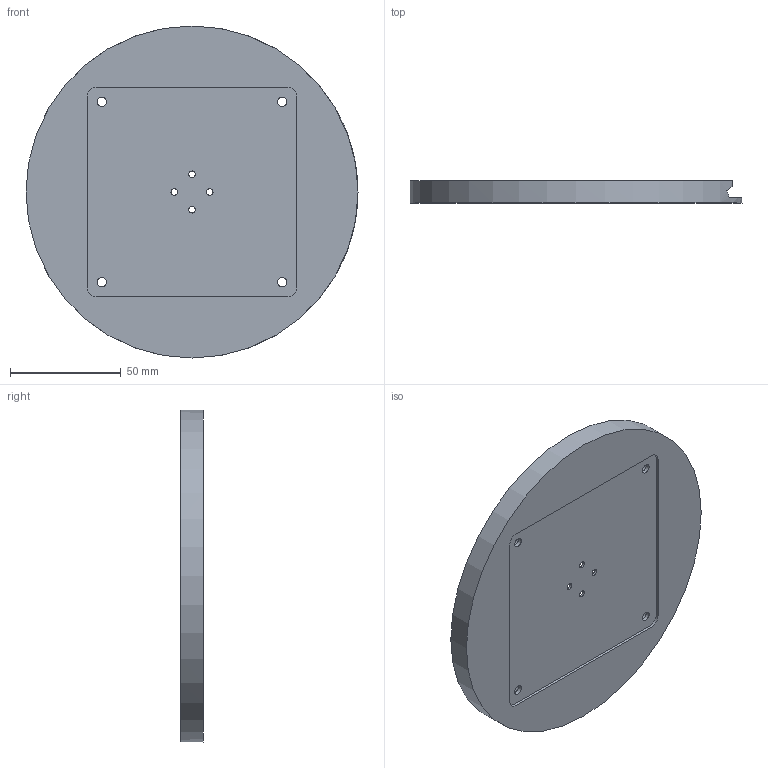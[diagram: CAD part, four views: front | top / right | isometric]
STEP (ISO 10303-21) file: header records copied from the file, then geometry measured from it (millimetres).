
FILE_DESCRIPTION(/* description */ ('STEP AP214'),/* implementation_level */ '2;1');
FILE_NAME(/* name */ '6876f847cc95e74f1a4e5bc2',/* time_stamp */ '2025-07-16T00:54:32Z',/* author */ (''),/* organization */ (''),/* preprocessor_version */ 'ST-DEVELOPER v20',/* originating_system */ 'ONSHAPE BY PTC INC, 1.200',/* authorisation */ ' ');
FILE_SCHEMA (('AUTOMOTIVE_DESIGN {1 0 10303 214 3 1 1}'));
Length unit declared in the file: metre
Products named in the file (1): Base_Inferior_Ofi v12
Bounding box: 150 x 10 x 150 mm (x, y, z)
Volume: 104394.7 mm3; surface area: 45239 mm2
Topology: 1 solids, 1 shells, 36 faces, 95 edges, 66 vertices
Faces by surface type: plane 19, cylinder 17
Full cylindrical faces by diameter (mm): 3 x4, 4.2 x4, 6 x4, 150 x1
Entity records: 1058 total; most frequent: DIRECTION 186, CARTESIAN_POINT 167, ORIENTED_EDGE 146, AXIS2_PLACEMENT_3D 76, EDGE_CURVE 73, EDGE_LOOP 70, FACE_BOUND 70, VERTEX_POINT 57
